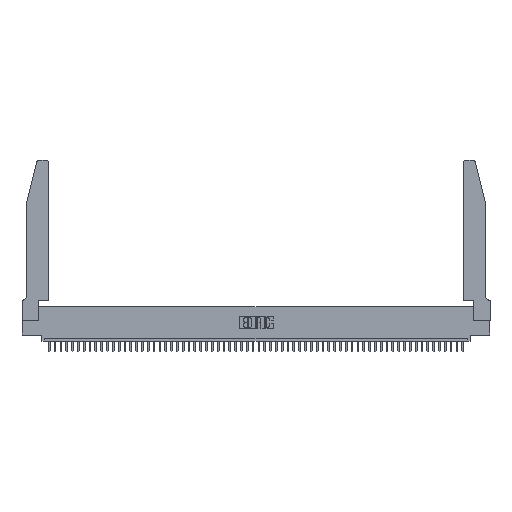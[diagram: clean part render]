
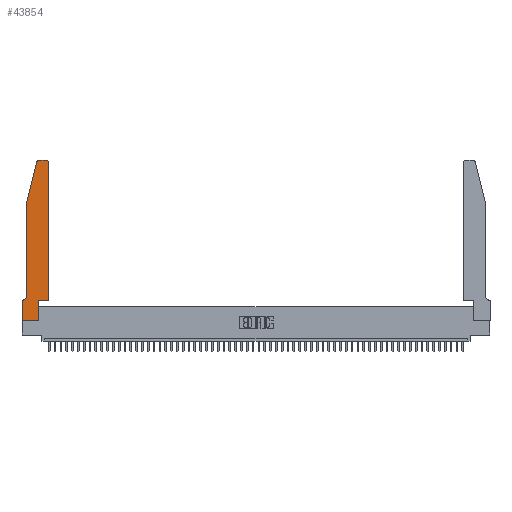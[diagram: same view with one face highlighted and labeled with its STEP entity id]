
A CAD part, top view. The second image highlights one B-rep face of the part: STEP entity #43854.
In plain terms, the highlighted planar face has unit normal (0, 0, 1).
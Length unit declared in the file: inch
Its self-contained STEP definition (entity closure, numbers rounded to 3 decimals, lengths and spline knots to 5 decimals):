
#90 = EDGE_LOOP ( 'NONE', ( #21372, #46690, #44360, #52603, #23491, #4247, #11208, #12892, #41905, #40459, #28041, #34598 ) ) ;
#1114 = CARTESIAN_POINT ( 'NONE',  ( 0.2865, 0.35, 0.37 ) ) ;
#1264 = DIRECTION ( 'NONE',  ( 0., 1., 0. ) ) ;
#1457 = VERTEX_POINT ( 'NONE', #15180 ) ;
#1680 = LINE ( 'NONE', #1763, #47640 ) ;
#1763 = CARTESIAN_POINT ( 'NONE',  ( 0.0755, 2., 0.37 ) ) ;
#4042 = DIRECTION ( 'NONE',  ( 0., 0., 1. ) ) ;
#4247 = ORIENTED_EDGE ( 'NONE', *, *, #6023, .T. ) ;
#4261 = CARTESIAN_POINT ( 'NONE',  ( 0., 0., 0.37 ) ) ;
#5127 = LINE ( 'NONE', #45535, #18526 ) ;
#5312 = CARTESIAN_POINT ( 'NONE',  ( 0.284, 2.72, 0.37 ) ) ;
#6023 = EDGE_CURVE ( 'NONE', #43117, #6804, #5127, .T. ) ;
#6080 = DIRECTION ( 'NONE',  ( -0.239, -0.971, 0. ) ) ;
#6804 = VERTEX_POINT ( 'NONE', #53975 ) ;
#7564 = CIRCLE ( 'NONE', #41775, 0.03 ) ;
#7598 = DIRECTION ( 'NONE',  ( 1., 0., 0. ) ) ;
#8188 = CARTESIAN_POINT ( 'NONE',  ( 0., 0.35, 0.37 ) ) ;
#8544 = DIRECTION ( 'NONE',  ( 1., 0., 0. ) ) ;
#9105 = DIRECTION ( 'NONE',  ( 1., 0., 0. ) ) ;
#9385 = FACE_OUTER_BOUND ( 'NONE', #90, .T. ) ;
#9438 = CARTESIAN_POINT ( 'NONE',  ( 0.0755, 2., 0.37 ) ) ;
#10348 = CARTESIAN_POINT ( 'NONE',  ( 0.0755, 0.42, 0.37 ) ) ;
#10657 = DIRECTION ( 'NONE',  ( 0., 0., -1. ) ) ;
#10919 = EDGE_CURVE ( 'NONE', #28431, #26960, #12807, .T. ) ;
#10976 = EDGE_CURVE ( 'NONE', #37643, #1457, #34052, .T. ) ;
#11208 = ORIENTED_EDGE ( 'NONE', *, *, #33479, .T. ) ;
#11346 = VECTOR ( 'NONE', #1264, 39.37008 ) ;
#12068 = VECTOR ( 'NONE', #22898, 39.37008 ) ;
#12113 = DIRECTION ( 'NONE',  ( 0., -1., 0. ) ) ;
#12337 = PLANE ( 'NONE',  #25536 ) ;
#12807 = CIRCLE ( 'NONE', #46049, 0.03 ) ;
#12892 = ORIENTED_EDGE ( 'NONE', *, *, #21043, .T. ) ;
#13750 = DIRECTION ( 'NONE',  ( 0., 0., 1. ) ) ;
#13784 = CARTESIAN_POINT ( 'NONE',  ( 0.2865, 0., 0.37 ) ) ;
#15180 = CARTESIAN_POINT ( 'NONE',  ( 0.4505, 0.35, 0.37 ) ) ;
#15212 = DIRECTION ( 'NONE',  ( -1., 0., 0. ) ) ;
#16711 = EDGE_CURVE ( 'NONE', #18663, #43117, #21345, .T. ) ;
#17436 = LINE ( 'NONE', #23323, #52602 ) ;
#18526 = VECTOR ( 'NONE', #41421, 39.37008 ) ;
#18663 = VERTEX_POINT ( 'NONE', #10348 ) ;
#18928 = CARTESIAN_POINT ( 'NONE',  ( 0.4505, 0.35, 0.37 ) ) ;
#19740 = VERTEX_POINT ( 'NONE', #42044 ) ;
#21043 = EDGE_CURVE ( 'NONE', #36762, #49046, #21380, .T. ) ;
#21345 = CIRCLE ( 'NONE', #38368, 0.07 ) ;
#21372 = ORIENTED_EDGE ( 'NONE', *, *, #47069, .T. ) ;
#21380 = LINE ( 'NONE', #35550, #12068 ) ;
#22898 = DIRECTION ( 'NONE',  ( 1., 0., 0. ) ) ;
#23323 = CARTESIAN_POINT ( 'NONE',  ( 0.2605, 2.75, 0.37 ) ) ;
#23491 = ORIENTED_EDGE ( 'NONE', *, *, #16711, .T. ) ;
#23493 = VERTEX_POINT ( 'NONE', #28299 ) ;
#23604 = EDGE_CURVE ( 'NONE', #23493, #18663, #54940, .T. ) ;
#25527 = EDGE_CURVE ( 'NONE', #49046, #37643, #29296, .T. ) ;
#25536 = AXIS2_PLACEMENT_3D ( 'NONE', #8188, #4042, #8544 ) ;
#25650 = VERTEX_POINT ( 'NONE', #40826 ) ;
#26960 = VERTEX_POINT ( 'NONE', #40100 ) ;
#27104 = EDGE_CURVE ( 'NONE', #25650, #23493, #1680, .T. ) ;
#28041 = ORIENTED_EDGE ( 'NONE', *, *, #31107, .T. ) ;
#28299 = CARTESIAN_POINT ( 'NONE',  ( 0.0755, 2., 0.37 ) ) ;
#28431 = VERTEX_POINT ( 'NONE', #33036 ) ;
#28621 = CARTESIAN_POINT ( 'NONE',  ( 0.4505, 0.35, 0.37 ) ) ;
#29296 = LINE ( 'NONE', #52131, #11346 ) ;
#30800 = LINE ( 'NONE', #33309, #35474 ) ;
#31107 = EDGE_CURVE ( 'NONE', #1457, #28431, #45351, .T. ) ;
#32292 = VECTOR ( 'NONE', #52035, 39.37008 ) ;
#32639 = DIRECTION ( 'NONE',  ( -1., 0., 0. ) ) ;
#33036 = CARTESIAN_POINT ( 'NONE',  ( 0.4505, 2.72, 0.37 ) ) ;
#33309 = CARTESIAN_POINT ( 'NONE',  ( 0., 0., 0.37 ) ) ;
#33479 = EDGE_CURVE ( 'NONE', #6804, #36762, #30800, .T. ) ;
#33929 = EDGE_CURVE ( 'NONE', #19740, #25650, #7564, .T. ) ;
#34052 = LINE ( 'NONE', #28621, #41356 ) ;
#34598 = ORIENTED_EDGE ( 'NONE', *, *, #10919, .T. ) ;
#35474 = VECTOR ( 'NONE', #12113, 39.37008 ) ;
#35550 = CARTESIAN_POINT ( 'NONE',  ( 0., 0., 0.37 ) ) ;
#35843 = CARTESIAN_POINT ( 'NONE',  ( 0.4205, 2.72, 0.37 ) ) ;
#36762 = VERTEX_POINT ( 'NONE', #4261 ) ;
#37559 = CARTESIAN_POINT ( 'NONE',  ( 0.0055, 0.35, 0.37 ) ) ;
#37643 = VERTEX_POINT ( 'NONE', #1114 ) ;
#38368 = AXIS2_PLACEMENT_3D ( 'NONE', #48939, #10657, #32639 ) ;
#39926 = VECTOR ( 'NONE', #48425, 39.37008 ) ;
#39930 = DIRECTION ( 'NONE',  ( 0., 0., 1. ) ) ;
#40100 = CARTESIAN_POINT ( 'NONE',  ( 0.4205, 2.75, 0.37 ) ) ;
#40459 = ORIENTED_EDGE ( 'NONE', *, *, #10976, .T. ) ;
#40826 = CARTESIAN_POINT ( 'NONE',  ( 0.25487, 2.72718, 0.37 ) ) ;
#41356 = VECTOR ( 'NONE', #7598, 39.37008 ) ;
#41421 = DIRECTION ( 'NONE',  ( -1., 0., 0. ) ) ;
#41775 = AXIS2_PLACEMENT_3D ( 'NONE', #5312, #13750, #9105 ) ;
#41905 = ORIENTED_EDGE ( 'NONE', *, *, #25527, .T. ) ;
#42044 = CARTESIAN_POINT ( 'NONE',  ( 0.284, 2.75, 0.37 ) ) ;
#43117 = VERTEX_POINT ( 'NONE', #37559 ) ;
#43854 = ADVANCED_FACE ( 'NONE', ( #9385 ), #12337, .T. ) ;
#44360 = ORIENTED_EDGE ( 'NONE', *, *, #27104, .T. ) ;
#45351 = LINE ( 'NONE', #18928, #39926 ) ;
#45535 = CARTESIAN_POINT ( 'NONE',  ( 0.0755, 0.35, 0.37 ) ) ;
#46049 = AXIS2_PLACEMENT_3D ( 'NONE', #35843, #39930, #52963 ) ;
#46690 = ORIENTED_EDGE ( 'NONE', *, *, #33929, .T. ) ;
#47069 = EDGE_CURVE ( 'NONE', #26960, #19740, #17436, .T. ) ;
#47640 = VECTOR ( 'NONE', #6080, 39.37008 ) ;
#48425 = DIRECTION ( 'NONE',  ( 0., 1., 0. ) ) ;
#48939 = CARTESIAN_POINT ( 'NONE',  ( 0.0055, 0.42, 0.37 ) ) ;
#49046 = VERTEX_POINT ( 'NONE', #13784 ) ;
#52035 = DIRECTION ( 'NONE',  ( 0., -1., 0. ) ) ;
#52131 = CARTESIAN_POINT ( 'NONE',  ( 0.2865, 0.35, 0.37 ) ) ;
#52602 = VECTOR ( 'NONE', #15212, 39.37008 ) ;
#52603 = ORIENTED_EDGE ( 'NONE', *, *, #23604, .T. ) ;
#52963 = DIRECTION ( 'NONE',  ( 1., 0., 0. ) ) ;
#53975 = CARTESIAN_POINT ( 'NONE',  ( 0., 0.35, 0.37 ) ) ;
#54940 = LINE ( 'NONE', #9438, #32292 ) ;
